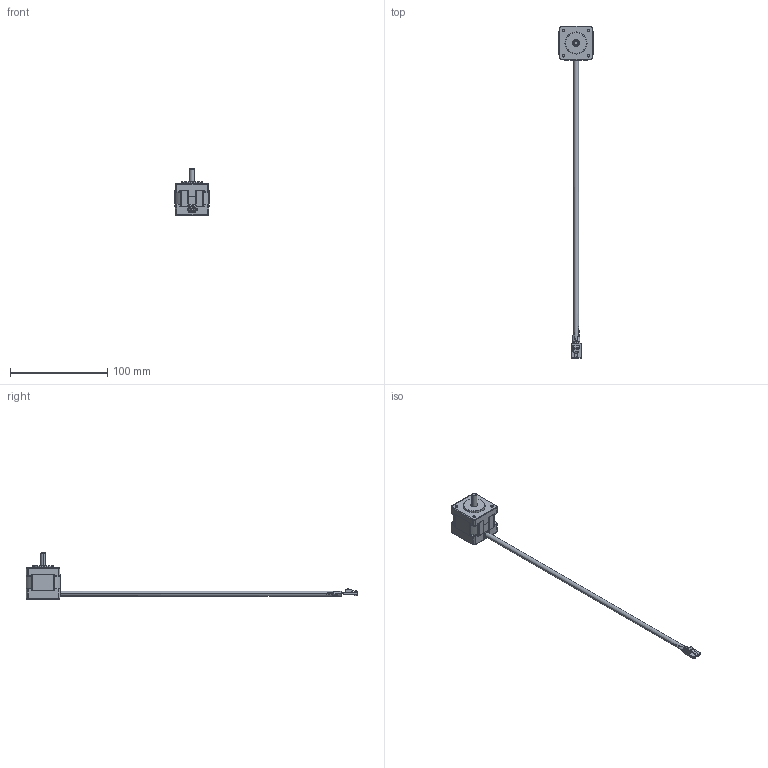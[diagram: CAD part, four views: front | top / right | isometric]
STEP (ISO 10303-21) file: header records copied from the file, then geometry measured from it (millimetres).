
FILE_DESCRIPTION (( 'STEP AP214' ), '1' );
FILE_NAME ('STP-MTRL-14034.STEP', '2018-08-08T20:41:56', ( '' ), ( '' ), 'SwSTEP 2.0', 'SolidWorks 2017', '' );
FILE_SCHEMA (( 'AUTOMOTIVE_DESIGN' ));
Length unit declared in the file: inch
Products named in the file (1): STP-MTRL-14034
Bounding box: 35.08 x 341.55 x 47.39 mm (x, y, z)
Volume: 22634.1 mm3; surface area: 24751.2 mm2
Topology: 12 solids, 12 shells, 566 faces, 1364 edges, 846 vertices
Faces by surface type: plane 291, cylinder 177, torus 36, sphere 32, cone 20, bspline 10
Entity records: 25126 total; most frequent: CARTESIAN_POINT 4379, DIRECTION 2799, ORIENTED_EDGE 2688, EDGE_CURVE 1344, AXIS2_PLACEMENT_3D 1002, VERTEX_POINT 846, VECTOR 795, LINE 795
